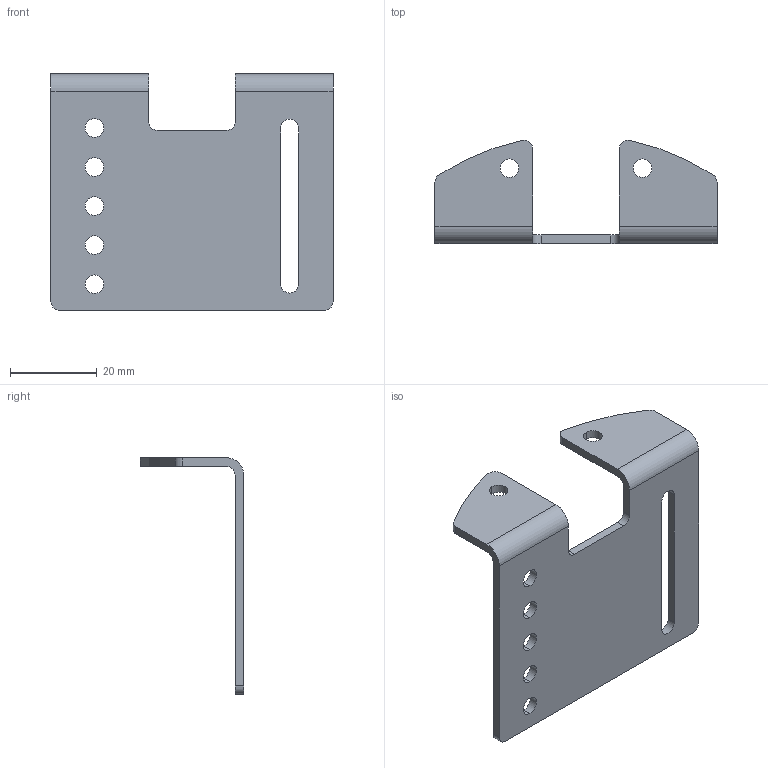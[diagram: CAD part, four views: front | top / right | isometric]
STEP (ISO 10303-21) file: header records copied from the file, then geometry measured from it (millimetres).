
FILE_DESCRIPTION((''),'2;1');
FILE_NAME('CAD-8184','2022-04-29T10:14:11',('creinig-se'),(''),'CREO PARAMETRIC BY PTC INC, 2019292','CREO PARAMETRIC BY PTC INC, 2019292','');
FILE_SCHEMA(('CONFIG_CONTROL_DESIGN','SHAPE_APPEARANCE_LAYERS_GROUPS'));
Length unit declared in the file: millimetre
Products named in the file (1): CAD-8184
Bounding box: 65 x 23.85 x 54.5 mm (x, y, z)
Volume: 7597.5 mm3; surface area: 8612.8 mm2
Topology: 1 solids, 1 shells, 44 faces, 133 edges, 91 vertices
Faces by surface type: cylinder 30, plane 14
Entity records: 2054 total; most frequent: DIRECTION 288, CARTESIAN_POINT 268, ORIENTED_EDGE 266, PRESENTATION_STYLE_ASSIGNMENT 134, STYLED_ITEM 134, CURVE_STYLE 133, EDGE_CURVE 133, AXIS2_PLACEMENT_3D 111
